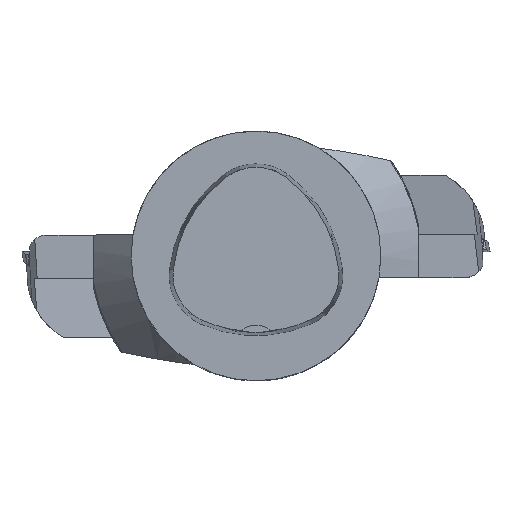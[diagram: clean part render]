
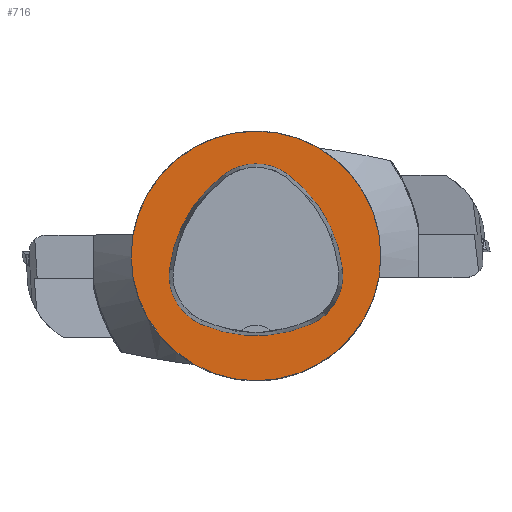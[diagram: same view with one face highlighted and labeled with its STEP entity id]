
A CAD part, top view. The second image highlights one B-rep face of the part: STEP entity #716.
In plain terms, the highlighted planar face has unit normal (0, 0, 1).
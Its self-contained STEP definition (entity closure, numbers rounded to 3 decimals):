
#359=FACE_BOUND('',#1331,.T.);
#360=FACE_BOUND('',#1332,.T.);
#438=CIRCLE('',#4717,40.);
#445=CIRCLE('',#4779,44.);
#447=CIRCLE('',#4782,17.);
#449=CIRCLE('',#4785,44.);
#451=CIRCLE('',#4788,17.);
#455=CIRCLE('',#4793,44.);
#457=CIRCLE('',#4796,17.);
#716=ADVANCED_FACE('',(#359,#360),#871,.T.);
#871=PLANE('',#4801);
#1331=EDGE_LOOP('',(#2606,#2607,#2608,#2609,#2610,#2611));
#1332=EDGE_LOOP('',(#2612));
#2606=ORIENTED_EDGE('',*,*,#3628,.T.);
#2607=ORIENTED_EDGE('',*,*,#3608,.T.);
#2608=ORIENTED_EDGE('',*,*,#3612,.T.);
#2609=ORIENTED_EDGE('',*,*,#3615,.T.);
#2610=ORIENTED_EDGE('',*,*,#3618,.T.);
#2611=ORIENTED_EDGE('',*,*,#3626,.T.);
#2612=ORIENTED_EDGE('',*,*,#3477,.F.);
#2955=VERTEX_POINT('',#7228);
#3042=VERTEX_POINT('',#7821);
#3043=VERTEX_POINT('',#7822);
#3046=VERTEX_POINT('',#7830);
#3048=VERTEX_POINT('',#7836);
#3050=VERTEX_POINT('',#7842);
#3057=VERTEX_POINT('',#7863);
#3477=EDGE_CURVE('',#2955,#2955,#438,.T.);
#3608=EDGE_CURVE('',#3042,#3043,#445,.T.);
#3612=EDGE_CURVE('',#3043,#3046,#447,.T.);
#3615=EDGE_CURVE('',#3046,#3048,#449,.T.);
#3618=EDGE_CURVE('',#3048,#3050,#451,.T.);
#3626=EDGE_CURVE('',#3050,#3057,#455,.T.);
#3628=EDGE_CURVE('',#3057,#3042,#457,.T.);
#4717=AXIS2_PLACEMENT_3D('',#7227,#5589,#5590);
#4779=AXIS2_PLACEMENT_3D('',#7820,#5781,#5782);
#4782=AXIS2_PLACEMENT_3D('',#7829,#5789,#5790);
#4785=AXIS2_PLACEMENT_3D('',#7835,#5796,#5797);
#4788=AXIS2_PLACEMENT_3D('',#7841,#5803,#5804);
#4793=AXIS2_PLACEMENT_3D('',#7864,#5815,#5816);
#4796=AXIS2_PLACEMENT_3D('',#7867,#5821,#5822);
#4801=AXIS2_PLACEMENT_3D('',#7872,#5831,#5832);
#5589=DIRECTION('',(0.,0.,-1.));
#5590=DIRECTION('',(-1.,0.,0.));
#5781=DIRECTION('',(0.,0.,-1.));
#5782=DIRECTION('',(-1.,0.,0.));
#5789=DIRECTION('',(0.,0.,-1.));
#5790=DIRECTION('',(-1.,0.,0.));
#5796=DIRECTION('',(0.,0.,-1.));
#5797=DIRECTION('',(-1.,0.,0.));
#5803=DIRECTION('',(0.,0.,-1.));
#5804=DIRECTION('',(-1.,0.,0.));
#5815=DIRECTION('',(0.,0.,-1.));
#5816=DIRECTION('',(-1.,0.,0.));
#5821=DIRECTION('',(0.,0.,-1.));
#5822=DIRECTION('',(-1.,0.,0.));
#5831=DIRECTION('',(0.,0.,1.));
#5832=DIRECTION('',(1.,0.,0.));
#7227=CARTESIAN_POINT('',(0.,0.,0.));
#7228=CARTESIAN_POINT('',(-40.,0.,0.));
#7820=CARTESIAN_POINT('',(16.01,-9.224,0.));
#7821=CARTESIAN_POINT('',(-27.722,-4.378,0.));
#7822=CARTESIAN_POINT('',(-10.119,26.178,0.));
#7829=CARTESIAN_POINT('',(-0.023,12.5,0.));
#7830=CARTESIAN_POINT('',(10.049,26.194,0.));
#7835=CARTESIAN_POINT('',(-16.021,-9.25,0.));
#7836=CARTESIAN_POINT('',(27.71,-4.394,0.));
#7841=CARTESIAN_POINT('',(10.814,-6.27,0.));
#7842=CARTESIAN_POINT('',(17.611,-21.852,0.));
#7863=CARTESIAN_POINT('',(-17.652,-21.819,0.));
#7864=CARTESIAN_POINT('',(0.017,18.477,0.));
#7867=CARTESIAN_POINT('',(-10.825,-6.25,0.));
#7872=CARTESIAN_POINT('',(0.,0.,0.));
